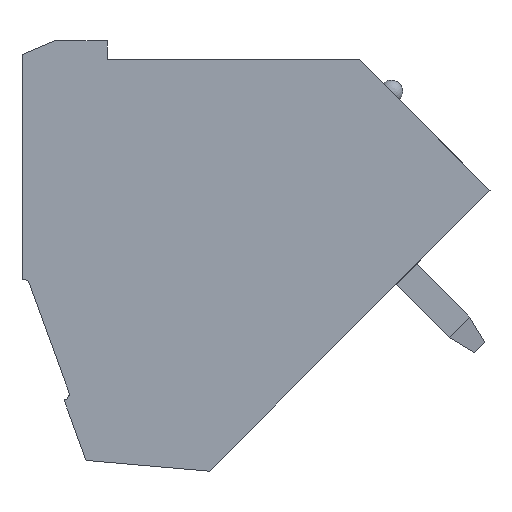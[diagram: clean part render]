
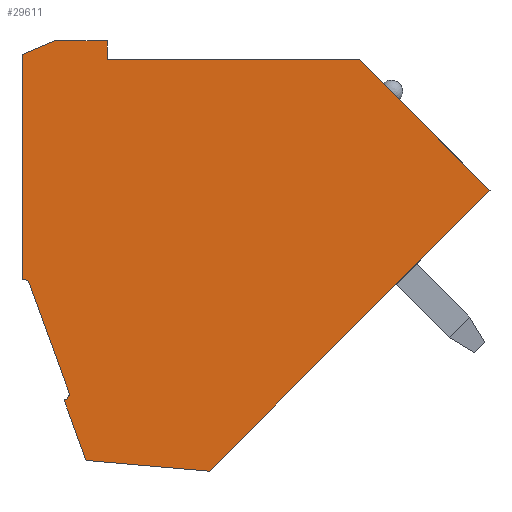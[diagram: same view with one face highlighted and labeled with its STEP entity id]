
A CAD part, left-side view. The second image highlights one B-rep face of the part: STEP entity #29611.
In plain terms, the highlighted planar face has unit normal (-1, 0, 0).
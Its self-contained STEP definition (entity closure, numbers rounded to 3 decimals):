
#61=CARTESIAN_POINT('',(-20.2,11.675,0.176));
#62=VERTEX_POINT('',#61);
#71=CARTESIAN_POINT('',(-20.2,10.544,0.65));
#72=VERTEX_POINT('',#71);
#73=CARTESIAN_POINT('',(-20.2,11.675,0.176));
#74=DIRECTION('',(0.,-0.922,0.387));
#75=VECTOR('',#74,1.226);
#76=LINE('',#73,#75);
#77=EDGE_CURVE('',#62,#72,#76,.T.);
#12577=CARTESIAN_POINT('',(-20.2,8.725,0.));
#12578=VERTEX_POINT('',#12577);
#12585=CARTESIAN_POINT('',(-20.2,0.,0.));
#12586=VERTEX_POINT('',#12585);
#12587=CARTESIAN_POINT('',(-20.2,8.725,0.));
#12588=DIRECTION('',(0.,-1.,0.));
#12589=VECTOR('',#12588,8.725);
#12590=LINE('',#12587,#12589);
#12591=EDGE_CURVE('',#12578,#12586,#12590,.T.);
#12747=CARTESIAN_POINT('',(-20.2,9.457,-13.877));
#12748=VERTEX_POINT('',#12747);
#12755=CARTESIAN_POINT('',(-20.2,10.22,-11.782));
#12756=VERTEX_POINT('',#12755);
#12757=CARTESIAN_POINT('',(-20.2,10.22,-11.782));
#12758=DIRECTION('',(0.,-0.342,-0.94));
#12759=VECTOR('',#12758,2.23);
#12760=LINE('',#12757,#12759);
#12761=EDGE_CURVE('',#12756,#12748,#12760,.T.);
#12785=CARTESIAN_POINT('',(-20.2,8.725,0.65));
#12786=VERTEX_POINT('',#12785);
#12793=CARTESIAN_POINT('',(-20.2,8.725,0.65));
#12794=DIRECTION('',(0.,0.,-1.));
#12795=VECTOR('',#12794,0.65);
#12796=LINE('',#12793,#12795);
#12797=EDGE_CURVE('',#12786,#12578,#12796,.T.);
#12815=CARTESIAN_POINT('',(-20.2,10.544,0.65));
#12816=DIRECTION('',(0.,-1.,0.));
#12817=VECTOR('',#12816,1.819);
#12818=LINE('',#12815,#12817);
#12819=EDGE_CURVE('',#72,#12786,#12818,.T.);
#13134=CARTESIAN_POINT('',(-20.2,11.675,-7.619));
#13135=VERTEX_POINT('',#13134);
#13142=CARTESIAN_POINT('',(-20.2,11.675,-7.619));
#13143=DIRECTION('',(0.,0.,1.));
#13144=VECTOR('',#13143,7.794);
#13145=LINE('',#13142,#13144);
#13146=EDGE_CURVE('',#13135,#62,#13145,.T.);
#14272=CARTESIAN_POINT('',(-20.2,11.609,-7.619));
#14273=VERTEX_POINT('',#14272);
#14280=CARTESIAN_POINT('',(-20.2,11.675,-7.619));
#14281=DIRECTION('',(0.,-1.,0.));
#14282=VECTOR('',#14281,0.065);
#14283=LINE('',#14280,#14282);
#14284=EDGE_CURVE('',#13135,#14273,#14283,.T.);
#14305=CARTESIAN_POINT('',(-20.2,11.421,-7.75));
#14306=VERTEX_POINT('',#14305);
#14307=CARTESIAN_POINT('',(-20.2,11.609,-7.819));
#14308=DIRECTION('',(0.,0.,1.));
#14309=DIRECTION('',(1.,0.,0.));
#14310=AXIS2_PLACEMENT_3D('',#14307,#14309,#14308);
#14311=CIRCLE('',#14310,0.2);
#14312=EDGE_CURVE('',#14273,#14306,#14311,.T.);
#14336=CARTESIAN_POINT('',(-20.2,10.053,-11.509));
#14337=VERTEX_POINT('',#14336);
#14344=CARTESIAN_POINT('',(-20.2,11.421,-7.75));
#14345=DIRECTION('',(0.,-0.342,-0.94));
#14346=VECTOR('',#14345,4.);
#14347=LINE('',#14344,#14346);
#14348=EDGE_CURVE('',#14306,#14337,#14347,.T.);
#14369=CARTESIAN_POINT('',(-20.2,10.173,-11.765));
#14370=VERTEX_POINT('',#14369);
#14371=CARTESIAN_POINT('',(-20.2,10.241,-11.577));
#14372=DIRECTION('',(0.,-0.94,0.342));
#14373=DIRECTION('',(1.,0.,0.));
#14374=AXIS2_PLACEMENT_3D('',#14371,#14373,#14372);
#14375=CIRCLE('',#14374,0.2);
#14376=EDGE_CURVE('',#14337,#14370,#14375,.T.);
#14399=CARTESIAN_POINT('',(-20.2,10.173,-11.765));
#14400=DIRECTION('',(0.,0.94,-0.342));
#14401=VECTOR('',#14400,0.05);
#14402=LINE('',#14399,#14401);
#14403=EDGE_CURVE('',#14370,#12756,#14402,.T.);
#29571=CARTESIAN_POINT('',(-20.2,0.234,-0.285));
#29572=DIRECTION('',(0.,0.,-1.));
#29573=DIRECTION('',(-1.,-0.,-0.));
#29574=AXIS2_PLACEMENT_3D('',#29571,#29573,#29572);
#29575=PLANE('',#29574);
#29576=ORIENTED_EDGE('',*,*,#12591,.F.);
#29577=ORIENTED_EDGE('',*,*,#12797,.F.);
#29578=ORIENTED_EDGE('',*,*,#12819,.F.);
#29579=ORIENTED_EDGE('',*,*,#77,.F.);
#29580=ORIENTED_EDGE('',*,*,#13146,.F.);
#29581=ORIENTED_EDGE('',*,*,#14284,.T.);
#29582=ORIENTED_EDGE('',*,*,#14312,.T.);
#29583=ORIENTED_EDGE('',*,*,#14348,.T.);
#29584=ORIENTED_EDGE('',*,*,#14376,.T.);
#29585=ORIENTED_EDGE('',*,*,#14403,.T.);
#29586=ORIENTED_EDGE('',*,*,#12761,.T.);
#29587=CARTESIAN_POINT('',(-20.2,5.199,-14.25));
#29588=VERTEX_POINT('',#29587);
#29589=CARTESIAN_POINT('',(-20.2,5.199,-14.25));
#29590=DIRECTION('',(0.,0.996,0.087));
#29591=VECTOR('',#29590,4.274);
#29592=LINE('',#29589,#29591);
#29593=EDGE_CURVE('',#29588,#12748,#29592,.T.);
#29594=ORIENTED_EDGE('',*,*,#29593,.F.);
#29595=CARTESIAN_POINT('',(-20.2,-4.525,-4.525));
#29596=VERTEX_POINT('',#29595);
#29597=CARTESIAN_POINT('',(-20.2,-4.525,-4.525));
#29598=DIRECTION('',(0.,0.707,-0.707));
#29599=VECTOR('',#29598,13.753);
#29600=LINE('',#29597,#29599);
#29601=EDGE_CURVE('',#29596,#29588,#29600,.T.);
#29602=ORIENTED_EDGE('',*,*,#29601,.F.);
#29603=CARTESIAN_POINT('',(-20.2,0.,0.));
#29604=DIRECTION('',(0.,-0.707,-0.707));
#29605=VECTOR('',#29604,6.4);
#29606=LINE('',#29603,#29605);
#29607=EDGE_CURVE('',#12586,#29596,#29606,.T.);
#29608=ORIENTED_EDGE('',*,*,#29607,.F.);
#29609=EDGE_LOOP('',(#29576,#29577,#29578,#29579,#29580,#29581,#29582,#29583,#29584,#29585,#29586,#29594,#29602,#29608));
#29610=FACE_OUTER_BOUND('',#29609,.T.);
#29611=ADVANCED_FACE('',(#29610),#29575,.T.);
